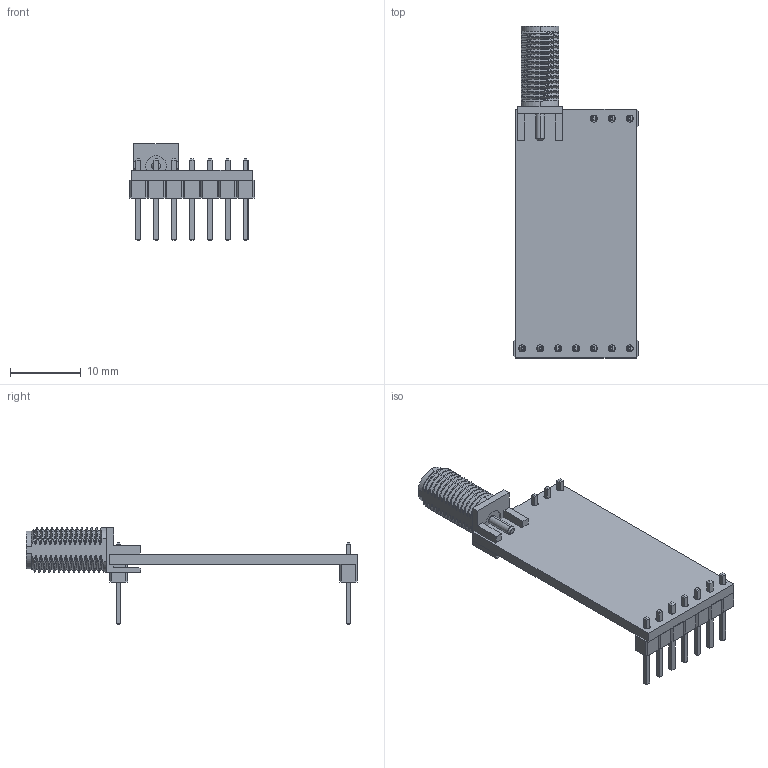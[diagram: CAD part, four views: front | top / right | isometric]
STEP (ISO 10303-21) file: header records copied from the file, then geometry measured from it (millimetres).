
FILE_DESCRIPTION(('KiCad electronic assembly'),'2;1');
FILE_NAME('LoRA_module_CAD.step','2025-06-25T12:06:37',('Pcbnew'),( 'Kicad'),'Open CASCADE STEP processor 7.8','KiCad to STEP converter' ,'Unknown');
FILE_SCHEMA(('AUTOMOTIVE_DESIGN { 1 0 10303 214 1 1 1 1 }'));
Length unit declared in the file: millimetre
Products named in the file (5): LoRA_module_CAD 1; 0732512120; PinHeader_1x07_P2.54mm_Vertical; PinHeader_1x03_P2.54mm_Vertical; LoRA_module_CAD_PCB
Assembly tree (4 placements, depth 2):
  LoRA_module_CAD 1
    0732512120
    PinHeader_1x07_P2.54mm_Vertical
    PinHeader_1x03_P2.54mm_Vertical
    LoRA_module_CAD_PCB
Bounding box: 17.79 x 47.09 x 13.71 mm (x, y, z)
Volume: 1415.5 mm3; surface area: 2420.7 mm2
Topology: 4 solids, 4 shells, 571 faces, 1518 edges, 979 vertices
Faces by surface type: plane 293, cylinder 146, cone 128, torus 4
Full cylindrical faces by diameter (mm): 1 x10
Entity records: 21546 total; most frequent: CARTESIAN_POINT 6429, ORIENTED_EDGE 3032, DIRECTION 2266, EDGE_CURVE 1516, VERTEX_POINT 979, LINE 948, VECTOR 948, AXIS2_PLACEMENT_3D 659
